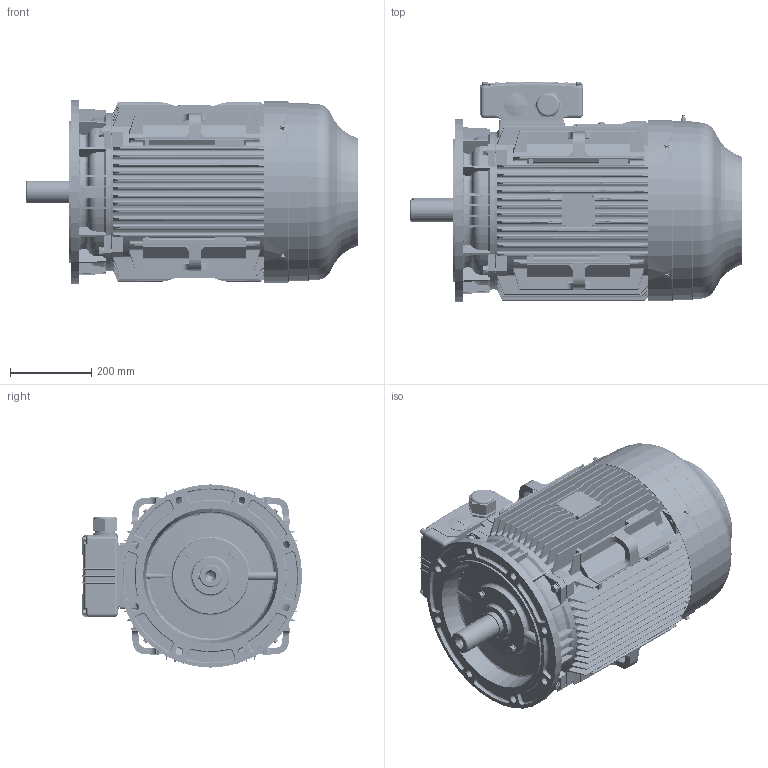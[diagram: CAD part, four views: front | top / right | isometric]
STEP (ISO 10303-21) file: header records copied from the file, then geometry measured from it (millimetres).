
FILE_DESCRIPTION (( 'STEP AP203' ), '1' );
FILE_NAME ('WE225M-2-B5.STEP', '2017-06-23T09:26:22', ( 'Sky123.Org' ), ( 'Sky123.Org' ), 'SwSTEP 2.0', 'SolidWorks 2012', '' );
FILE_SCHEMA (( 'CONFIG_CONTROL_DESIGN' ));
Length unit declared in the file: millimetre
Products named in the file (1): WE225M-2-B5
Bounding box: 815.5 x 541.5 x 450 mm (x, y, z)
Volume: 72446465.8 mm3; surface area: 4200225.3 mm2
Topology: 84 solids, 88 shells, 6553 faces, 18578 edges, 12295 vertices
Faces by surface type: cylinder 2930, plane 2789, cone 538, torus 246, bspline 33, sphere 17
Entity records: 259716 total; most frequent: CARTESIAN_POINT 90968, ORIENTED_EDGE 37062, DIRECTION 32770, EDGE_CURVE 18531, VERTEX_POINT 12295, AXIS2_PLACEMENT_3D 11653, LINE 9464, VECTOR 9464
